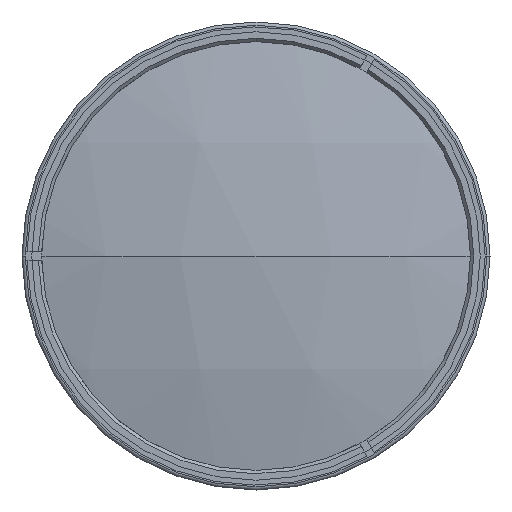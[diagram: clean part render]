
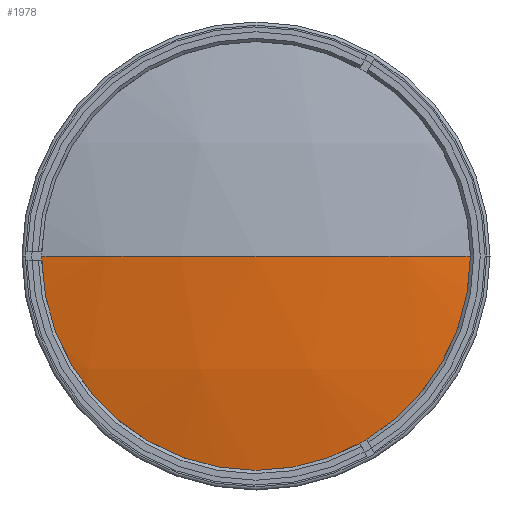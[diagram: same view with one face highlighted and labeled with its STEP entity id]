
A CAD part, left-side view. The second image highlights one B-rep face of the part: STEP entity #1978.
In plain terms, the highlighted spherical face has radius 300.64 mm.
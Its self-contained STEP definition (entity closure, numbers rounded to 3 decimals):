
#30 = CIRCLE ( 'NONE', #2168, 300.64 ) ;
#38 = DIRECTION ( 'NONE',  ( 0., 1., 0. ) ) ;
#171 = ORIENTED_EDGE ( 'NONE', *, *, #2003, .F. ) ;
#631 = DIRECTION ( 'NONE',  ( 0., 0., 1. ) ) ;
#1284 = DIRECTION ( 'NONE',  ( -1., 0., 0. ) ) ;
#1708 = CIRCLE ( 'NONE', #3586, 300.64 ) ;
#1806 = DIRECTION ( 'NONE',  ( 0., 0., -1. ) ) ;
#1849 = VERTEX_POINT ( 'NONE', #6874 ) ;
#1978 = ADVANCED_FACE ( 'NONE', ( #6842 ), #3285, .T. ) ;
#2003 = EDGE_CURVE ( 'NONE', #2132, #1849, #1708, .T. ) ;
#2132 = VERTEX_POINT ( 'NONE', #7529 ) ;
#2168 = AXIS2_PLACEMENT_3D ( 'NONE', #7206, #3612, #38 ) ;
#2497 = AXIS2_PLACEMENT_3D ( 'NONE', #4871, #1284, #5472 ) ;
#2822 = CARTESIAN_POINT ( 'NONE',  ( -270.092, -68.5, 0. ) ) ;
#3285 = SPHERICAL_SURFACE ( 'NONE', #3972, 300.64 ) ;
#3343 = EDGE_CURVE ( 'NONE', #5654, #1849, #30, .T. ) ;
#3586 = AXIS2_PLACEMENT_3D ( 'NONE', #4188, #631, #4811 ) ;
#3612 = DIRECTION ( 'NONE',  ( 0., 0., -1. ) ) ;
#3972 = AXIS2_PLACEMENT_3D ( 'NONE', #6579, #1806, #5987 ) ;
#4188 = CARTESIAN_POINT ( 'NONE',  ( 22.64, 0., 0. ) ) ;
#4775 = CIRCLE ( 'NONE', #2497, 68.5 ) ;
#4811 = DIRECTION ( 'NONE',  ( 0., -1., 0. ) ) ;
#4819 = EDGE_LOOP ( 'NONE', ( #4997, #7161, #171 ) ) ;
#4871 = CARTESIAN_POINT ( 'NONE',  ( -270.092, 0., 0. ) ) ;
#4997 = ORIENTED_EDGE ( 'NONE', *, *, #5710, .T. ) ;
#5472 = DIRECTION ( 'NONE',  ( 0., 0., 1. ) ) ;
#5654 = VERTEX_POINT ( 'NONE', #2822 ) ;
#5710 = EDGE_CURVE ( 'NONE', #2132, #5654, #4775, .T. ) ;
#5987 = DIRECTION ( 'NONE',  ( 0., 1., 0. ) ) ;
#6579 = CARTESIAN_POINT ( 'NONE',  ( 22.64, 0., 0. ) ) ;
#6842 = FACE_OUTER_BOUND ( 'NONE', #4819, .T. ) ;
#6874 = CARTESIAN_POINT ( 'NONE',  ( -278., 0., 0. ) ) ;
#7161 = ORIENTED_EDGE ( 'NONE', *, *, #3343, .T. ) ;
#7206 = CARTESIAN_POINT ( 'NONE',  ( 22.64, 0., 0. ) ) ;
#7529 = CARTESIAN_POINT ( 'NONE',  ( -270.092, 68.5, 0. ) ) ;
